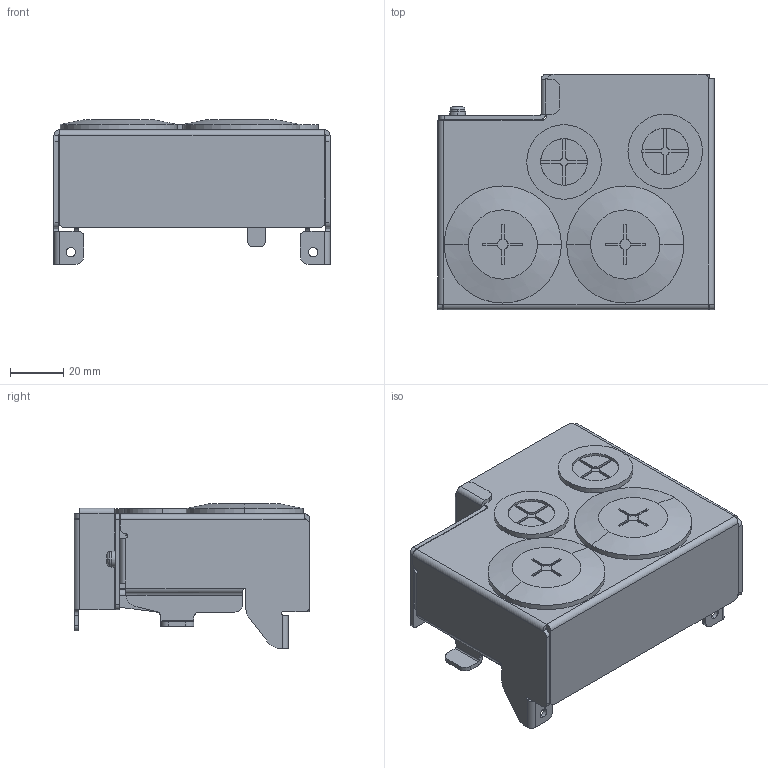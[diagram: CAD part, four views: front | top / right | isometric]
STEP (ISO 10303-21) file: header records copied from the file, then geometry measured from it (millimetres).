
FILE_DESCRIPTION (( 'STEP AP214' ), '1' );
FILE_NAME ('GS20A-NID.STEP', '2020-03-10T19:47:09', ( '' ), ( '' ), 'SwSTEP 2.0', 'SolidWorks 2017', '' );
FILE_SCHEMA (( 'AUTOMOTIVE_DESIGN' ));
Length unit declared in the file: inch
Products named in the file (1): GS20A-NID
Bounding box: 103.7 x 88.5 x 54.3 mm (x, y, z)
Volume: 48088 mm3; surface area: 58758.7 mm2
Topology: 8 solids, 8 shells, 397 faces, 1039 edges, 676 vertices
Faces by surface type: plane 199, cylinder 167, cone 24, bspline 7
Entity records: 12864 total; most frequent: CARTESIAN_POINT 2583, DIRECTION 2171, ORIENTED_EDGE 2078, EDGE_CURVE 1039, AXIS2_PLACEMENT_3D 778, VERTEX_POINT 676, LINE 615, VECTOR 615
